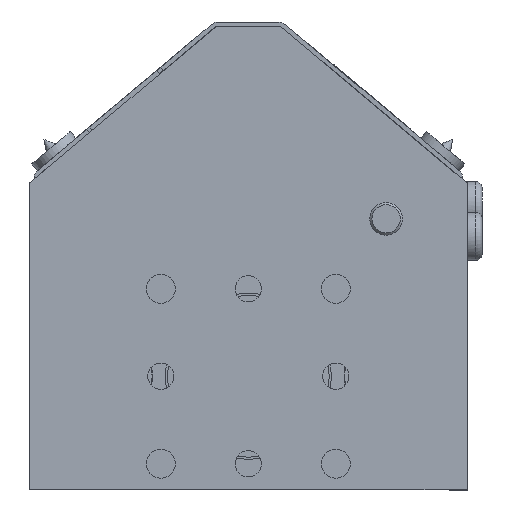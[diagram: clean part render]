
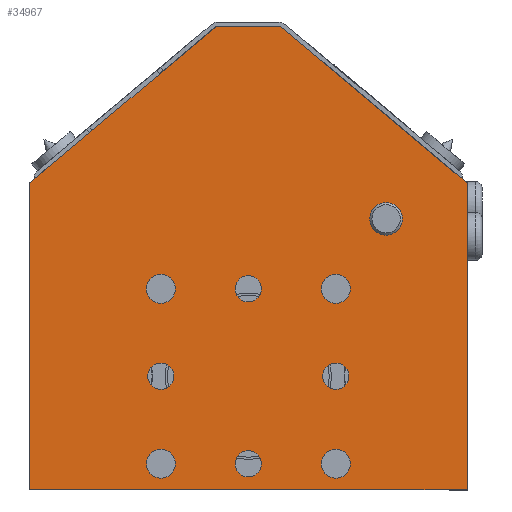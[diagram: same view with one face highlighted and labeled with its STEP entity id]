
A CAD part, left-side view. The second image highlights one B-rep face of the part: STEP entity #34967.
In plain terms, the highlighted face is planar.
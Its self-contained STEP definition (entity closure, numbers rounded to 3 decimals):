
#34310=CARTESIAN_POINT('',(310.,35.229,61.));
#34311=VERTEX_POINT('',#34310);
#34312=CARTESIAN_POINT('',(310.,31.5,61.));
#34313=DIRECTION('',(-1.0,0.0,0.0));
#34314=DIRECTION('',(0.0,-1.0,0.0));
#34315=AXIS2_PLACEMENT_3D('',#34312,#34313,#34314);
#34316=CIRCLE('',#34315,3.73);
#34317=EDGE_CURVE('',#34311,#34311,#34316,.T.);
#34375=CARTESIAN_POINT('',(310.,-16.7,5.));
#34376=VERTEX_POINT('',#34375);
#34377=CARTESIAN_POINT('',(310.,-20.,5.));
#34378=DIRECTION('',(-1.0,0.0,0.0));
#34379=DIRECTION('',(0.0,-1.0,0.0));
#34380=AXIS2_PLACEMENT_3D('',#34377,#34378,#34379);
#34381=CIRCLE('',#34380,3.3);
#34382=EDGE_CURVE('',#34376,#34376,#34381,.T.);
#34443=CARTESIAN_POINT('',(310.,23.3,45.));
#34444=VERTEX_POINT('',#34443);
#34445=CARTESIAN_POINT('',(310.,20.,45.));
#34446=DIRECTION('',(-1.0,0.0,0.0));
#34447=DIRECTION('',(0.0,-1.0,0.0));
#34448=AXIS2_PLACEMENT_3D('',#34445,#34446,#34447);
#34449=CIRCLE('',#34448,3.3);
#34450=EDGE_CURVE('',#34444,#34444,#34449,.T.);
#34511=CARTESIAN_POINT('',(310.,-16.7,45.));
#34512=VERTEX_POINT('',#34511);
#34513=CARTESIAN_POINT('',(310.,-20.,45.));
#34514=DIRECTION('',(-1.0,0.0,0.0));
#34515=DIRECTION('',(0.0,-1.0,0.0));
#34516=AXIS2_PLACEMENT_3D('',#34513,#34514,#34515);
#34517=CIRCLE('',#34516,3.3);
#34518=EDGE_CURVE('',#34512,#34512,#34517,.T.);
#34579=CARTESIAN_POINT('',(310.,23.3,5.));
#34580=VERTEX_POINT('',#34579);
#34581=CARTESIAN_POINT('',(310.,20.,5.));
#34582=DIRECTION('',(-1.0,0.0,0.0));
#34583=DIRECTION('',(0.0,-1.0,0.0));
#34584=AXIS2_PLACEMENT_3D('',#34581,#34582,#34583);
#34585=CIRCLE('',#34584,3.3);
#34586=EDGE_CURVE('',#34580,#34580,#34585,.T.);
#34599=CARTESIAN_POINT('',(310.,23.,25.));
#34600=VERTEX_POINT('',#34599);
#34601=CARTESIAN_POINT('',(310.,20.,25.));
#34602=DIRECTION('',(-1.0,0.0,0.0));
#34603=DIRECTION('',(0.0,-1.0,0.0));
#34604=AXIS2_PLACEMENT_3D('',#34601,#34602,#34603);
#34605=CIRCLE('',#34604,3.0);
#34606=EDGE_CURVE('',#34600,#34600,#34605,.T.);
#34627=CARTESIAN_POINT('',(310.,3.,45.));
#34628=VERTEX_POINT('',#34627);
#34629=CARTESIAN_POINT('',(310.,0.,45.));
#34630=DIRECTION('',(-1.0,0.0,0.0));
#34631=DIRECTION('',(0.0,-1.0,0.0));
#34632=AXIS2_PLACEMENT_3D('',#34629,#34630,#34631);
#34633=CIRCLE('',#34632,3.0);
#34634=EDGE_CURVE('',#34628,#34628,#34633,.T.);
#34655=CARTESIAN_POINT('',(310.,3.,5.));
#34656=VERTEX_POINT('',#34655);
#34657=CARTESIAN_POINT('',(310.,0.,5.));
#34658=DIRECTION('',(-1.0,0.0,0.0));
#34659=DIRECTION('',(0.0,-1.0,0.0));
#34660=AXIS2_PLACEMENT_3D('',#34657,#34658,#34659);
#34661=CIRCLE('',#34660,3.0);
#34662=EDGE_CURVE('',#34656,#34656,#34661,.T.);
#34683=CARTESIAN_POINT('',(310.,-17.,25.));
#34684=VERTEX_POINT('',#34683);
#34685=CARTESIAN_POINT('',(310.,-20.,25.));
#34686=DIRECTION('',(-1.0,0.0,0.0));
#34687=DIRECTION('',(0.0,-1.0,0.0));
#34688=AXIS2_PLACEMENT_3D('',#34685,#34686,#34687);
#34689=CIRCLE('',#34688,3.0);
#34690=EDGE_CURVE('',#34684,#34684,#34689,.T.);
#34751=CARTESIAN_POINT('',(310.,-7.329,105.));
#34752=VERTEX_POINT('',#34751);
#34753=CARTESIAN_POINT('',(310.,-50.,69.195));
#34754=VERTEX_POINT('',#34753);
#34755=CARTESIAN_POINT('',(310.,-7.329,105.));
#34756=DIRECTION('',(0.,-0.766,-0.643));
#34757=VECTOR('',#34756,55.703);
#34758=LINE('',#34755,#34757);
#34759=EDGE_CURVE('',#34752,#34754,#34758,.T.);
#34791=CARTESIAN_POINT('',(310.,50.,69.195));
#34792=VERTEX_POINT('',#34791);
#34793=CARTESIAN_POINT('',(310.,7.329,105.));
#34794=VERTEX_POINT('',#34793);
#34795=CARTESIAN_POINT('',(310.,50.,69.195));
#34796=DIRECTION('',(0.,-0.766,0.643));
#34797=VECTOR('',#34796,55.703);
#34798=LINE('',#34795,#34797);
#34799=EDGE_CURVE('',#34792,#34794,#34798,.T.);
#34832=CARTESIAN_POINT('',(310.,7.329,105.));
#34833=DIRECTION('',(0.0,-1.0,0.0));
#34834=VECTOR('',#34833,14.659);
#34835=LINE('',#34832,#34834);
#34836=EDGE_CURVE('',#34794,#34752,#34835,.T.);
#34855=CARTESIAN_POINT('',(310.,-50.,-1.));
#34856=VERTEX_POINT('',#34855);
#34871=CARTESIAN_POINT('',(310.,50.,-1.));
#34872=VERTEX_POINT('',#34871);
#34879=CARTESIAN_POINT('',(310.,-50.,-1.));
#34880=DIRECTION('',(0.0,1.0,0.0));
#34881=VECTOR('',#34880,100.0);
#34882=LINE('',#34879,#34881);
#34883=EDGE_CURVE('',#34856,#34872,#34882,.T.);
#34900=CARTESIAN_POINT('',(310.,50.,69.195));
#34901=DIRECTION('',(0.0,0.0,-1.0));
#34902=VECTOR('',#34901,70.195);
#34903=LINE('',#34900,#34902);
#34904=EDGE_CURVE('',#34792,#34872,#34903,.T.);
#34922=CARTESIAN_POINT('',(310.,0.,52.));
#34923=DIRECTION('',(1.0,0.0,0.0));
#34924=DIRECTION('',(0.0,0.0,1.0));
#34925=AXIS2_PLACEMENT_3D('',#34922,#34923,#34924);
#34926=PLANE('',#34925);
#34927=ORIENTED_EDGE('',*,*,#34759,.T.);
#34928=CARTESIAN_POINT('',(310.,-50.,69.195));
#34929=DIRECTION('',(0.0,0.0,-1.0));
#34930=VECTOR('',#34929,70.195);
#34931=LINE('',#34928,#34930);
#34932=EDGE_CURVE('',#34754,#34856,#34931,.T.);
#34933=ORIENTED_EDGE('',*,*,#34932,.T.);
#34934=ORIENTED_EDGE('',*,*,#34883,.T.);
#34935=ORIENTED_EDGE('',*,*,#34904,.F.);
#34936=ORIENTED_EDGE('',*,*,#34799,.T.);
#34937=ORIENTED_EDGE('',*,*,#34836,.T.);
#34938=EDGE_LOOP('',(#34927,#34933,#34934,#34935,#34936,#34937));
#34939=FACE_OUTER_BOUND('',#34938,.T.);
#34940=ORIENTED_EDGE('',*,*,#34317,.T.);
#34941=EDGE_LOOP('',(#34940));
#34942=FACE_BOUND('',#34941,.T.);
#34943=ORIENTED_EDGE('',*,*,#34382,.T.);
#34944=EDGE_LOOP('',(#34943));
#34945=FACE_BOUND('',#34944,.T.);
#34946=ORIENTED_EDGE('',*,*,#34450,.T.);
#34947=EDGE_LOOP('',(#34946));
#34948=FACE_BOUND('',#34947,.T.);
#34949=ORIENTED_EDGE('',*,*,#34518,.T.);
#34950=EDGE_LOOP('',(#34949));
#34951=FACE_BOUND('',#34950,.T.);
#34952=ORIENTED_EDGE('',*,*,#34586,.T.);
#34953=EDGE_LOOP('',(#34952));
#34954=FACE_BOUND('',#34953,.T.);
#34955=ORIENTED_EDGE('',*,*,#34606,.T.);
#34956=EDGE_LOOP('',(#34955));
#34957=FACE_BOUND('',#34956,.T.);
#34958=ORIENTED_EDGE('',*,*,#34634,.T.);
#34959=EDGE_LOOP('',(#34958));
#34960=FACE_BOUND('',#34959,.T.);
#34961=ORIENTED_EDGE('',*,*,#34662,.T.);
#34962=EDGE_LOOP('',(#34961));
#34963=FACE_BOUND('',#34962,.T.);
#34964=ORIENTED_EDGE('',*,*,#34690,.T.);
#34965=EDGE_LOOP('',(#34964));
#34966=FACE_BOUND('',#34965,.T.);
#34967=ADVANCED_FACE('',(#34939,#34942,#34945,#34948,#34951,#34954,#34957,#34960,#34963,#34966),#34926,.T.);
